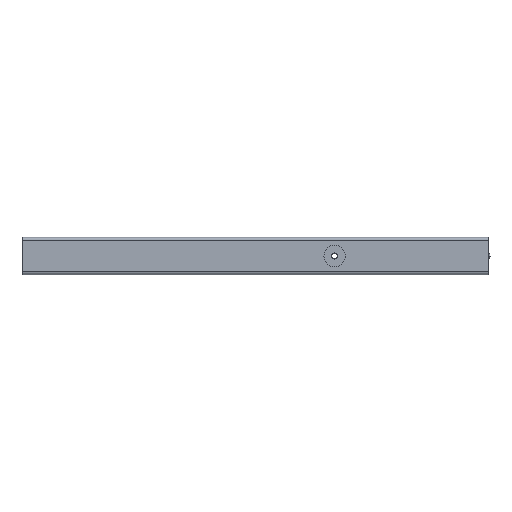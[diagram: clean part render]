
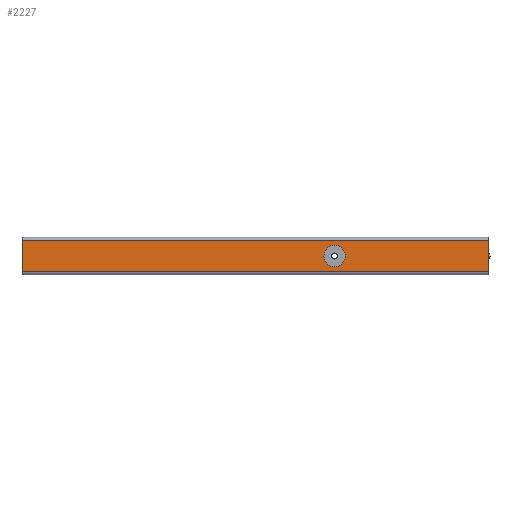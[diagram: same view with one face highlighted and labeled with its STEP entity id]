
A CAD part, left-side view. The second image highlights one B-rep face of the part: STEP entity #2227.
In plain terms, the highlighted planar face has unit normal (-1, 0, 0).
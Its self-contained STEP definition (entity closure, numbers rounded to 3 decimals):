
#119=DIRECTION('',(0.,0.,1.));
#120=VECTOR('',#119,34.);
#121=CARTESIAN_POINT('',(-68.5,0.,-37.));
#122=LINE('',#121,#120);
#258=DIRECTION('',(0.,1.,0.));
#259=VECTOR('',#258,500.);
#260=CARTESIAN_POINT('',(-68.5,0.,-37.));
#261=LINE('',#260,#259);
#262=CARTESIAN_POINT('',(-68.5,165.,-20.));
#263=DIRECTION('',(-1.,0.,0.));
#264=DIRECTION('',(0.,1.,0.));
#265=AXIS2_PLACEMENT_3D('',#262,#263,#264);
#267=CARTESIAN_POINT('',(-68.5,165.,-20.));
#268=DIRECTION('',(-1.,0.,0.));
#269=DIRECTION('',(0.,-1.,0.));
#270=AXIS2_PLACEMENT_3D('',#267,#268,#269);
#349=DIRECTION('',(0.,1.,0.));
#350=VECTOR('',#349,500.);
#351=CARTESIAN_POINT('',(-68.5,0.,-3.));
#352=LINE('',#351,#350);
#405=DIRECTION('',(0.,0.,1.));
#406=VECTOR('',#405,34.);
#407=CARTESIAN_POINT('',(-68.5,500.,-37.));
#408=LINE('',#407,#406);
#1541=CARTESIAN_POINT('',(-68.5,0.,-37.));
#1543=VERTEX_POINT('',#1541);
#1549=CARTESIAN_POINT('',(-68.5,500.,-37.));
#1551=VERTEX_POINT('',#1549);
#1556=CARTESIAN_POINT('',(-68.5,0.,-3.));
#1557=VERTEX_POINT('',#1556);
#1604=CARTESIAN_POINT('',(-68.5,500.,-3.));
#1605=VERTEX_POINT('',#1604);
#1644=CARTESIAN_POINT('',(-68.5,176.5,-20.));
#1645=CARTESIAN_POINT('',(-68.5,153.5,-20.));
#1646=VERTEX_POINT('',#1644);
#1647=VERTEX_POINT('',#1645);
#2208=CARTESIAN_POINT('',(-68.5,0.,-37.));
#2209=DIRECTION('',(-1.,0.,0.));
#2210=DIRECTION('',(0.,0.,1.));
#2211=AXIS2_PLACEMENT_3D('',#2208,#2209,#2210);
#2212=PLANE('',#2211);
#2213=ORIENTED_EDGE('',*,*,#2023,.F.);
#2215=ORIENTED_EDGE('',*,*,#2214,.T.);
#2217=ORIENTED_EDGE('',*,*,#2216,.T.);
#2219=ORIENTED_EDGE('',*,*,#2218,.F.);
#2220=EDGE_LOOP('',(#2213,#2215,#2217,#2219));
#2221=FACE_OUTER_BOUND('',#2220,.F.);
#2222=ORIENTED_EDGE('',*,*,#2198,.T.);
#2224=ORIENTED_EDGE('',*,*,#2223,.T.);
#2225=EDGE_LOOP('',(#2222,#2224));
#2226=FACE_BOUND('',#2225,.F.);
#2227=ADVANCED_FACE('',(#2221,#2226),#2212,.T.);
#266=CIRCLE('',#265,11.5);
#271=CIRCLE('',#270,11.5);
#2023=EDGE_CURVE('',#1543,#1557,#122,.T.);
#2198=EDGE_CURVE('',#1646,#1647,#266,.T.);
#2214=EDGE_CURVE('',#1543,#1551,#261,.T.);
#2216=EDGE_CURVE('',#1551,#1605,#408,.T.);
#2218=EDGE_CURVE('',#1557,#1605,#352,.T.);
#2223=EDGE_CURVE('',#1647,#1646,#271,.T.);
